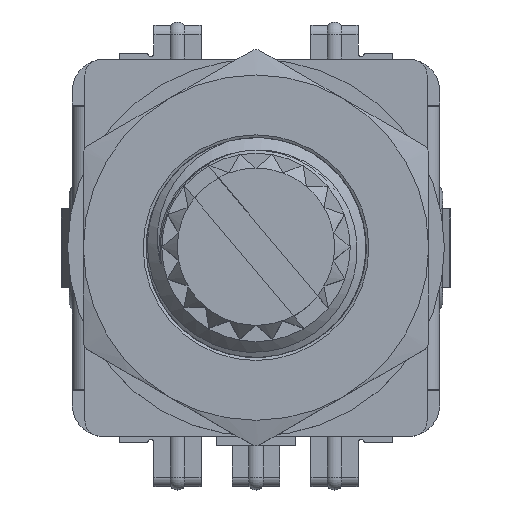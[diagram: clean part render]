
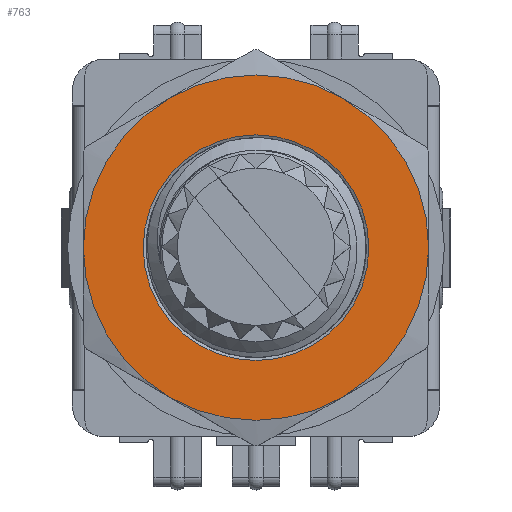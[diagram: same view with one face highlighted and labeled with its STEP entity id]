
A CAD part, top view. The second image highlights one B-rep face of the part: STEP entity #763.
In plain terms, the highlighted planar face has unit normal (0, 0, 1).
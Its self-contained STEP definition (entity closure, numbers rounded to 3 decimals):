
#763=ADVANCED_FACE('',(#11999,#12001),#12003,.T.);
#11999=FACE_BOUND('',#12000,.T.);
#12000=EDGE_LOOP('',(#17143,#17144,#17145,#17146,#17147,#17148));
#12001=FACE_BOUND('',#12002,.T.);
#12002=EDGE_LOOP('',(#17149));
#12003=PLANE('',#12004);
#12004=AXIS2_PLACEMENT_3D('',#12005,#12006,#12007);
#12005=CARTESIAN_POINT('',(0.,0.,3.3));
#12006=DIRECTION('',(0.,0.,1.));
#12007=DIRECTION('',(0.,-1.,0.));
#17143=ORIENTED_EDGE('',*,*,#19649,.F.);
#17144=ORIENTED_EDGE('',*,*,#19650,.F.);
#17145=ORIENTED_EDGE('',*,*,#19651,.F.);
#17146=ORIENTED_EDGE('',*,*,#19652,.F.);
#17147=ORIENTED_EDGE('',*,*,#19653,.F.);
#17148=ORIENTED_EDGE('',*,*,#19654,.F.);
#17149=ORIENTED_EDGE('',*,*,#19636,.T.);
#19636=EDGE_CURVE('',#21040,#21040,#21041,.T.);
#19649=EDGE_CURVE('',#21062,#21063,#21064,.T.);
#19650=EDGE_CURVE('',#21065,#21062,#21066,.T.);
#19651=EDGE_CURVE('',#21067,#21065,#21068,.T.);
#19652=EDGE_CURVE('',#21069,#21067,#21070,.T.);
#19653=EDGE_CURVE('',#21071,#21069,#21072,.T.);
#19654=EDGE_CURVE('',#21063,#21071,#21073,.T.);
#21040=VERTEX_POINT('',#25644);
#21041=CIRCLE('',#25645,3.594);
#21062=VERTEX_POINT('',#26151);
#21063=VERTEX_POINT('',#26152);
#21064=CIRCLE('',#26153,5.5);
#21065=VERTEX_POINT('',#26157);
#21066=CIRCLE('',#26158,5.5);
#21067=VERTEX_POINT('',#26162);
#21068=CIRCLE('',#26163,5.5);
#21069=VERTEX_POINT('',#26167);
#21070=CIRCLE('',#26168,5.5);
#21071=VERTEX_POINT('',#26172);
#21072=CIRCLE('',#26173,5.5);
#21073=CIRCLE('',#26177,5.5);
#25644=CARTESIAN_POINT('',(0.,-3.594,3.3));
#25645=AXIS2_PLACEMENT_3D('',#25646,#25647,#25648);
#25646=CARTESIAN_POINT('',(0.,0.,3.3));
#25647=DIRECTION('',(0.,0.,-1.));
#25648=DIRECTION('',(0.,-1.,0.));
#26151=CARTESIAN_POINT('',(5.5,0.,3.3));
#26152=CARTESIAN_POINT('',(2.75,-4.763,3.3));
#26153=AXIS2_PLACEMENT_3D('',#26154,#26155,#26156);
#26154=CARTESIAN_POINT('',(0.,0.,3.3));
#26155=DIRECTION('',(0.,0.,-1.));
#26156=DIRECTION('',(1.,0.,0.));
#26157=CARTESIAN_POINT('',(2.75,4.763,3.3));
#26158=AXIS2_PLACEMENT_3D('',#26159,#26160,#26161);
#26159=CARTESIAN_POINT('',(0.,0.,3.3));
#26160=DIRECTION('',(0.,0.,-1.));
#26161=DIRECTION('',(0.5,0.866,0.));
#26162=CARTESIAN_POINT('',(-2.75,4.763,3.3));
#26163=AXIS2_PLACEMENT_3D('',#26164,#26165,#26166);
#26164=CARTESIAN_POINT('',(0.,0.,3.3));
#26165=DIRECTION('',(0.,0.,-1.));
#26166=DIRECTION('',(-0.5,0.866,0.));
#26167=CARTESIAN_POINT('',(-5.5,0.,3.3));
#26168=AXIS2_PLACEMENT_3D('',#26169,#26170,#26171);
#26169=CARTESIAN_POINT('',(0.,0.,3.3));
#26170=DIRECTION('',(0.,0.,-1.));
#26171=DIRECTION('',(-1.,0.,0.));
#26172=CARTESIAN_POINT('',(-2.75,-4.763,3.3));
#26173=AXIS2_PLACEMENT_3D('',#26174,#26175,#26176);
#26174=CARTESIAN_POINT('',(0.,0.,3.3));
#26175=DIRECTION('',(0.,0.,-1.));
#26176=DIRECTION('',(-0.5,-0.866,0.));
#26177=AXIS2_PLACEMENT_3D('',#26178,#26179,#26180);
#26178=CARTESIAN_POINT('',(0.,0.,3.3));
#26179=DIRECTION('',(0.,0.,-1.));
#26180=DIRECTION('',(0.5,-0.866,0.));
